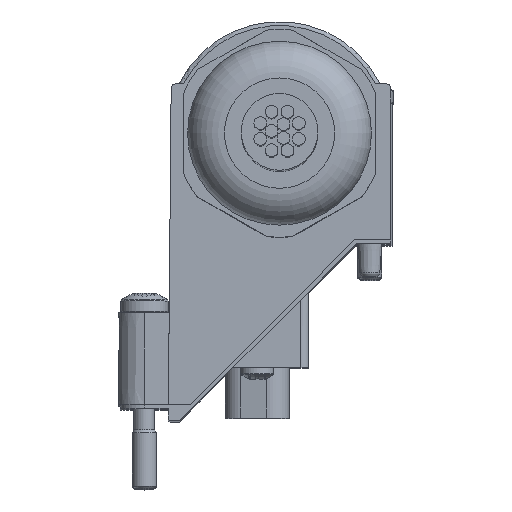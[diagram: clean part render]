
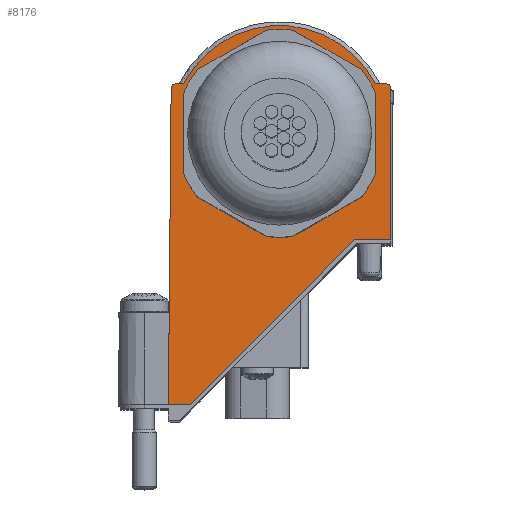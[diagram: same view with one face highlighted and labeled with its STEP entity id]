
A CAD part, top view. The second image highlights one B-rep face of the part: STEP entity #8176.
In plain terms, the highlighted planar face has unit normal (0, 0, 1).
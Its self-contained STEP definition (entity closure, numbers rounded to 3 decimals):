
#716=CIRCLE('',#8856,0.5);
#727=CIRCLE('',#8885,0.5);
#733=CIRCLE('',#8900,10.);
#734=CIRCLE('',#8901,13.499);
#1894=ORIENTED_EDGE('',*,*,#3952,.T.);
#1895=ORIENTED_EDGE('',*,*,#3828,.T.);
#1896=ORIENTED_EDGE('',*,*,#3953,.F.);
#1897=ORIENTED_EDGE('',*,*,#3824,.T.);
#1898=ORIENTED_EDGE('',*,*,#3923,.T.);
#1899=ORIENTED_EDGE('',*,*,#3848,.T.);
#1900=ORIENTED_EDGE('',*,*,#3945,.T.);
#1901=ORIENTED_EDGE('',*,*,#3950,.T.);
#1902=ORIENTED_EDGE('',*,*,#3951,.T.);
#1903=ORIENTED_EDGE('',*,*,#3860,.T.);
#1904=ORIENTED_EDGE('',*,*,#3868,.T.);
#3824=EDGE_CURVE('',#4864,#4863,#5486,.T.);
#3828=EDGE_CURVE('',#4868,#4867,#5487,.T.);
#3848=EDGE_CURVE('',#4885,#4884,#5502,.T.);
#3860=EDGE_CURVE('',#4894,#4893,#5514,.T.);
#3868=EDGE_CURVE('',#4893,#4868,#716,.T.);
#3923=EDGE_CURVE('',#4863,#4885,#727,.T.);
#3945=EDGE_CURVE('',#4884,#4945,#5574,.T.);
#3950=EDGE_CURVE('',#4945,#4948,#5578,.T.);
#3951=EDGE_CURVE('',#4948,#4894,#5579,.T.);
#3952=EDGE_CURVE('',#4949,#4949,#733,.T.);
#3953=EDGE_CURVE('',#4864,#4867,#734,.T.);
#4863=VERTEX_POINT('',#13781);
#4864=VERTEX_POINT('',#13783);
#4867=VERTEX_POINT('',#13822);
#4868=VERTEX_POINT('',#13824);
#4884=VERTEX_POINT('',#13862);
#4885=VERTEX_POINT('',#13864);
#4893=VERTEX_POINT('',#13884);
#4894=VERTEX_POINT('',#13886);
#4945=VERTEX_POINT('',#14070);
#4948=VERTEX_POINT('',#14079);
#4949=VERTEX_POINT('',#14085);
#5486=LINE('',#13782,#5963);
#5487=LINE('',#13823,#5964);
#5502=LINE('',#13863,#5979);
#5514=LINE('',#13885,#5991);
#5574=LINE('',#14071,#6051);
#5578=LINE('',#14080,#6055);
#5579=LINE('',#14082,#6056);
#5963=VECTOR('',#10255,1000.);
#5964=VECTOR('',#10256,1000.);
#5979=VECTOR('',#10287,1000.);
#5991=VECTOR('',#10301,1000.);
#6051=VECTOR('',#10443,1000.);
#6055=VECTOR('',#10451,1000.);
#6056=VECTOR('',#10454,1000.);
#6431=EDGE_LOOP('',(#1894));
#6432=EDGE_LOOP('',(#1895,#1896,#1897,#1898,#1899,#1900,#1901,#1902,#1903,
#1904));
#7197=FACE_BOUND('',#6431,.T.);
#7198=FACE_BOUND('',#6432,.T.);
#7851=PLANE('',#8899);
#8176=ADVANCED_FACE('',(#7197,#7198),#7851,.T.);
#8856=AXIS2_PLACEMENT_3D('',#13902,#10310,#10311);
#8885=AXIS2_PLACEMENT_3D('',#14030,#10404,#10405);
#8899=AXIS2_PLACEMENT_3D('',#14083,#10455,#10456);
#8900=AXIS2_PLACEMENT_3D('',#14084,#10457,#10458);
#8901=AXIS2_PLACEMENT_3D('',#14086,#10459,#10460);
#10255=DIRECTION('',(-1.,0.,0.));
#10256=DIRECTION('',(-1.,0.,0.));
#10287=DIRECTION('',(-0.009,-1.,0.));
#10301=DIRECTION('',(0.,1.,0.));
#10310=DIRECTION('',(0.,0.,1.));
#10311=DIRECTION('',(1.,0.,0.));
#10404=DIRECTION('',(0.,0.,1.));
#10405=DIRECTION('',(1.,0.,0.));
#10443=DIRECTION('',(1.,0.,0.));
#10451=DIRECTION('',(0.707,0.708,0.));
#10454=DIRECTION('',(1.,0.,0.));
#10455=DIRECTION('',(0.,0.,1.));
#10456=DIRECTION('',(1.,0.,0.));
#10457=DIRECTION('',(0.,0.,-1.));
#10458=DIRECTION('',(-1.,0.,0.));
#10459=DIRECTION('',(0.,0.,-1.));
#10460=DIRECTION('',(-1.,0.,0.));
#13781=CARTESIAN_POINT('',(-13.054,6.2,53.65));
#13782=CARTESIAN_POINT('',(13.4,6.2,53.65));
#13783=CARTESIAN_POINT('',(-11.991,6.2,53.65));
#13822=CARTESIAN_POINT('',(11.991,6.2,53.65));
#13823=CARTESIAN_POINT('',(13.4,6.2,53.65));
#13824=CARTESIAN_POINT('',(13.4,6.2,53.65));
#13862=CARTESIAN_POINT('',(-13.9,-33.9,53.65));
#13863=CARTESIAN_POINT('',(-13.554,5.704,53.65));
#13864=CARTESIAN_POINT('',(-13.554,5.704,53.65));
#13884=CARTESIAN_POINT('',(13.9,5.7,53.65));
#13885=CARTESIAN_POINT('',(13.9,-13.3,53.65));
#13886=CARTESIAN_POINT('',(13.9,-13.3,53.65));
#13902=CARTESIAN_POINT('',(13.4,5.7,53.65));
#14030=CARTESIAN_POINT('',(-13.054,5.7,53.65));
#14070=CARTESIAN_POINT('',(-11.179,-33.9,53.65));
#14071=CARTESIAN_POINT('',(-13.9,-33.9,53.65));
#14079=CARTESIAN_POINT('',(9.393,-13.3,53.65));
#14080=CARTESIAN_POINT('',(-11.179,-33.9,53.65));
#14082=CARTESIAN_POINT('',(9.393,-13.3,53.65));
#14083=CARTESIAN_POINT('',(13.4,5.7,53.65));
#14084=CARTESIAN_POINT('',(0.,0.,53.65));
#14085=CARTESIAN_POINT('',(-10.,0.,53.65));
#14086=CARTESIAN_POINT('',(0.,0.,53.65));
